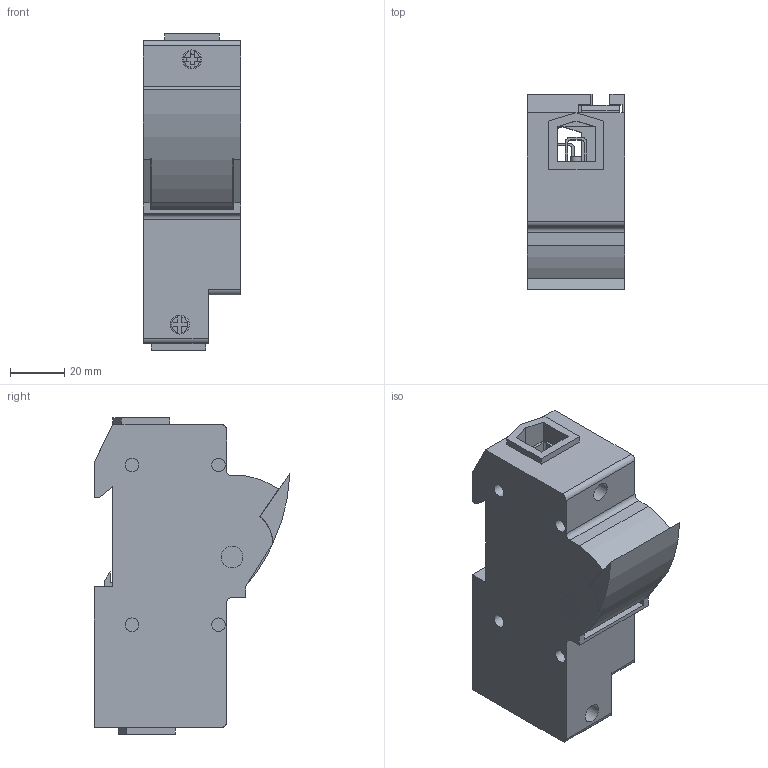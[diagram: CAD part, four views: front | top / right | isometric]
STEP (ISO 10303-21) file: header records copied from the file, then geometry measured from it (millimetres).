
FILE_DESCRIPTION((''),'2;1');
FILE_NAME('31120000.stp','2011-02-01T09:19:13',('engelhardt'),(''),'Autodesk Inventor 2011','Autodesk Inventor 2011','');
FILE_SCHEMA(('AUTOMOTIVE_DESIGN { 1 0 10303 214 1 1 1 1 }'));
Length unit declared in the file: millimetre
Products named in the file (5): 31120000; Basis22x58; Handhabe 22x58; Schnapp14; 30414000
Assembly tree (5 placements, depth 2):
  31120000
    Basis22x58
    Handhabe 22x58
    Schnapp14
    30414000  x2
Bounding box: 36 x 72.4 x 117 mm (x, y, z)
Volume: 141366.3 mm3; surface area: 48770.8 mm2
Topology: 5 solids, 5 shells, 224 faces, 590 edges, 387 vertices
Faces by surface type: plane 166, cylinder 54, torus 4
Full cylindrical faces by diameter (mm): 4 x6, 5 x8, 7 x2, 8 x6, 23 x1
Entity records: 5687 total; most frequent: CARTESIAN_POINT 1033, DIRECTION 923, ORIENTED_EDGE 908, EDGE_CURVE 454, VECTOR 341, LINE 341, VERTEX_POINT 311, AXIS2_PLACEMENT_3D 291
